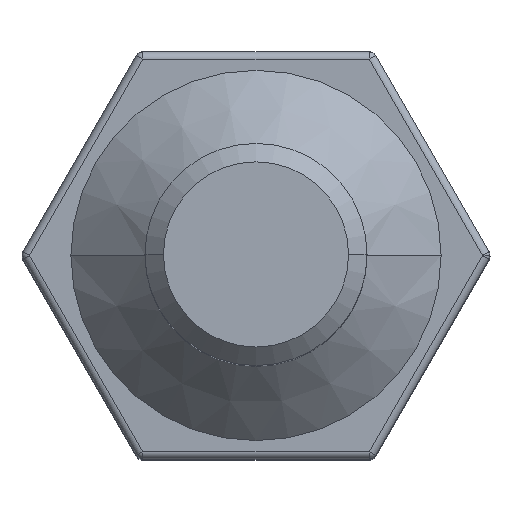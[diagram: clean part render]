
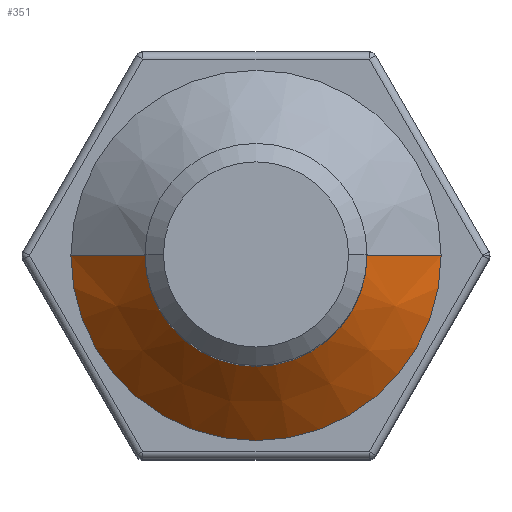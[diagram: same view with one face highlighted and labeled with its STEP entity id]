
A CAD part, top view. The second image highlights one B-rep face of the part: STEP entity #351.
In plain terms, the highlighted conical face has half-angle 45 degrees and reference radius 1.5 mm.
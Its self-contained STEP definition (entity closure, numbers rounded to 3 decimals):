
#95 = CARTESIAN_POINT ( 'NONE',  ( 2.5, 0., 0. ) ) ;
#99 = DIRECTION ( 'NONE',  ( -1., 0., 0. ) ) ;
#142 = AXIS2_PLACEMENT_3D ( 'NONE', #1421, #860, #99 ) ;
#167 = AXIS2_PLACEMENT_3D ( 'NONE', #958, #199, #1099 ) ;
#179 = DIRECTION ( 'NONE',  ( 0.707, 0., -0.707 ) ) ;
#182 = CARTESIAN_POINT ( 'NONE',  ( 1.5, 0., 1. ) ) ;
#199 = DIRECTION ( 'NONE',  ( 0., 0., -1. ) ) ;
#318 = DIRECTION ( 'NONE',  ( 0., 0., -1. ) ) ;
#321 = VERTEX_POINT ( 'NONE', #410 ) ;
#325 = DIRECTION ( 'NONE',  ( -1., 0., 0. ) ) ;
#339 = CARTESIAN_POINT ( 'NONE',  ( 0., 0., 1. ) ) ;
#351 = ADVANCED_FACE ( 'NONE', ( #739 ), #718, .T. ) ;
#378 = EDGE_CURVE ( 'NONE', #321, #402, #683, .T. ) ;
#402 = VERTEX_POINT ( 'NONE', #95 ) ;
#410 = CARTESIAN_POINT ( 'NONE',  ( 1.5, 0., 1. ) ) ;
#431 = EDGE_CURVE ( 'NONE', #999, #673, #554, .T. ) ;
#476 = EDGE_CURVE ( 'NONE', #321, #999, #477, .T. ) ;
#477 = CIRCLE ( 'NONE', #167, 1.5 ) ;
#479 = CIRCLE ( 'NONE', #142, 2.5 ) ;
#484 = EDGE_CURVE ( 'NONE', #402, #673, #479, .T. ) ;
#546 = AXIS2_PLACEMENT_3D ( 'NONE', #339, #318, #325 ) ;
#549 = DIRECTION ( 'NONE',  ( -0.707, 0., -0.707 ) ) ;
#554 = LINE ( 'NONE', #1410, #557 ) ;
#557 = VECTOR ( 'NONE', #549, 1000. ) ;
#673 = VERTEX_POINT ( 'NONE', #789 ) ;
#683 = LINE ( 'NONE', #182, #688 ) ;
#688 = VECTOR ( 'NONE', #179, 1000. ) ;
#718 = CONICAL_SURFACE ( 'NONE', #546, 1.5, 0.785 ) ;
#739 = FACE_OUTER_BOUND ( 'NONE', #1073, .T. ) ;
#789 = CARTESIAN_POINT ( 'NONE',  ( -2.5, 0., 0. ) ) ;
#860 = DIRECTION ( 'NONE',  ( 0., 0., -1. ) ) ;
#958 = CARTESIAN_POINT ( 'NONE',  ( 0., 0., 1. ) ) ;
#999 = VERTEX_POINT ( 'NONE', #1358 ) ;
#1073 = EDGE_LOOP ( 'NONE', ( #1296, #1145, #1148, #1147 ) ) ;
#1099 = DIRECTION ( 'NONE',  ( -1., 0., 0. ) ) ;
#1145 = ORIENTED_EDGE ( 'NONE', *, *, #476, .T. ) ;
#1147 = ORIENTED_EDGE ( 'NONE', *, *, #484, .F. ) ;
#1148 = ORIENTED_EDGE ( 'NONE', *, *, #431, .T. ) ;
#1296 = ORIENTED_EDGE ( 'NONE', *, *, #378, .F. ) ;
#1358 = CARTESIAN_POINT ( 'NONE',  ( -1.5, 0., 1. ) ) ;
#1410 = CARTESIAN_POINT ( 'NONE',  ( -1.5, 0., 1. ) ) ;
#1421 = CARTESIAN_POINT ( 'NONE',  ( 0., 0., 0. ) ) ;
